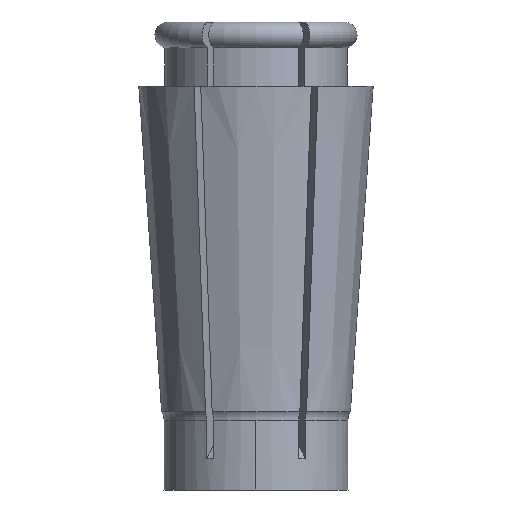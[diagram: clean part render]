
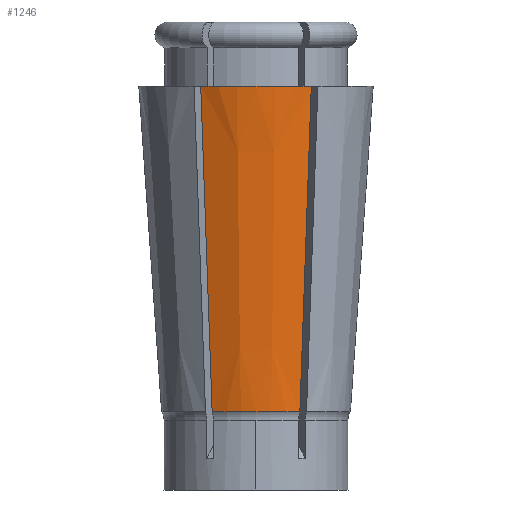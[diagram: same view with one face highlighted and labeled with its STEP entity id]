
A CAD part, left-side view. The second image highlights one B-rep face of the part: STEP entity #1246.
In plain terms, the highlighted conical face has half-angle 4 degrees and reference radius 6.157 mm.
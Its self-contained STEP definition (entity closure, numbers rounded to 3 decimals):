
#168 = CARTESIAN_POINT ( 'NONE',  ( -6.738, -3.601, -4.2 ) ) ;
#183 = CARTESIAN_POINT ( 'NONE',  ( -6.542, -3.488, -7.439 ) ) ;
#325 = ORIENTED_EDGE ( 'NONE', *, *, #2178, .F. ) ;
#327 = VERTEX_POINT ( 'NONE', #553 ) ;
#330 = CONICAL_SURFACE ( 'NONE', #2973, 6.157, 0.07 ) ;
#447 = CARTESIAN_POINT ( 'NONE',  ( -5.917, -3.128, -17.744 ) ) ;
#511 = B_SPLINE_CURVE_WITH_KNOTS ( 'NONE', 3,
 ( #1960, #3243, #2192, #2228, #1215, #3002, #2475 ),
 .UNSPECIFIED., .F., .F.,
 ( 4, 3, 4 ),
 ( 0., 0.012, 0.021 ),
 .UNSPECIFIED. ) ;
#548 = DIRECTION ( 'NONE',  ( 0., 0., 1. ) ) ;
#553 = CARTESIAN_POINT ( 'NONE',  ( -5.453, -2.86, -25.4 ) ) ;
#627 = FACE_OUTER_BOUND ( 'NONE', #845, .T. ) ;
#734 = VERTEX_POINT ( 'NONE', #1447 ) ;
#754 = CARTESIAN_POINT ( 'NONE',  ( 0., 0., -4.2 ) ) ;
#783 = DIRECTION ( 'NONE',  ( 0., 0., 1. ) ) ;
#833 = EDGE_CURVE ( 'NONE', #1394, #327, #1102, .T. ) ;
#845 = EDGE_LOOP ( 'NONE', ( #325, #1751, #1423, #2152 ) ) ;
#958 = CARTESIAN_POINT ( 'NONE',  ( -5.453, -2.86, -25.4 ) ) ;
#1001 = VERTEX_POINT ( 'NONE', #168 ) ;
#1037 = DIRECTION ( 'NONE',  ( 0., 0., 1. ) ) ;
#1080 = CARTESIAN_POINT ( 'NONE',  ( 0., 0., -25.4 ) ) ;
#1102 = CIRCLE ( 'NONE', #2840, 6.157 ) ;
#1215 = CARTESIAN_POINT ( 'NONE',  ( -6.345, 3.375, -10.678 ) ) ;
#1245 = AXIS2_PLACEMENT_3D ( 'NONE', #754, #548, #2820 ) ;
#1246 = ADVANCED_FACE ( 'NONE', ( #627 ), #330, .T. ) ;
#1394 = VERTEX_POINT ( 'NONE', #2091 ) ;
#1423 = ORIENTED_EDGE ( 'NONE', *, *, #1972, .T. ) ;
#1425 = CARTESIAN_POINT ( 'NONE',  ( -5.685, -2.994, -21.572 ) ) ;
#1447 = CARTESIAN_POINT ( 'NONE',  ( -6.738, 3.601, -4.2 ) ) ;
#1751 = ORIENTED_EDGE ( 'NONE', *, *, #833, .T. ) ;
#1799 = CIRCLE ( 'NONE', #1245, 7.64 ) ;
#1944 = CARTESIAN_POINT ( 'NONE',  ( -6.345, -3.375, -10.678 ) ) ;
#1960 = CARTESIAN_POINT ( 'NONE',  ( -5.453, 2.86, -25.4 ) ) ;
#1972 = EDGE_CURVE ( 'NONE', #327, #1001, #3015, .T. ) ;
#2014 = CARTESIAN_POINT ( 'NONE',  ( 0., 0., -25.4 ) ) ;
#2078 = EDGE_CURVE ( 'NONE', #734, #1001, #1799, .T. ) ;
#2091 = CARTESIAN_POINT ( 'NONE',  ( -5.453, 2.86, -25.4 ) ) ;
#2152 = ORIENTED_EDGE ( 'NONE', *, *, #2078, .F. ) ;
#2178 = EDGE_CURVE ( 'NONE', #1394, #734, #511, .T. ) ;
#2192 = CARTESIAN_POINT ( 'NONE',  ( -5.917, 3.128, -17.744 ) ) ;
#2228 = CARTESIAN_POINT ( 'NONE',  ( -6.149, 3.261, -13.917 ) ) ;
#2350 = DIRECTION ( 'NONE',  ( 1., 0., 0. ) ) ;
#2475 = CARTESIAN_POINT ( 'NONE',  ( -6.738, 3.601, -4.2 ) ) ;
#2570 = DIRECTION ( 'NONE',  ( 1., 0., 0. ) ) ;
#2726 = CARTESIAN_POINT ( 'NONE',  ( -6.738, -3.601, -4.2 ) ) ;
#2747 = CARTESIAN_POINT ( 'NONE',  ( -6.149, -3.261, -13.917 ) ) ;
#2820 = DIRECTION ( 'NONE',  ( 1., 0., 0. ) ) ;
#2840 = AXIS2_PLACEMENT_3D ( 'NONE', #1080, #1037, #2350 ) ;
#2973 = AXIS2_PLACEMENT_3D ( 'NONE', #2014, #783, #2570 ) ;
#3002 = CARTESIAN_POINT ( 'NONE',  ( -6.542, 3.488, -7.439 ) ) ;
#3015 = B_SPLINE_CURVE_WITH_KNOTS ( 'NONE', 3,
 ( #958, #1425, #447, #2747, #1944, #183, #2726 ),
 .UNSPECIFIED., .F., .F.,
 ( 4, 3, 4 ),
 ( 0., 0.012, 0.021 ),
 .UNSPECIFIED. ) ;
#3243 = CARTESIAN_POINT ( 'NONE',  ( -5.685, 2.994, -21.572 ) ) ;
